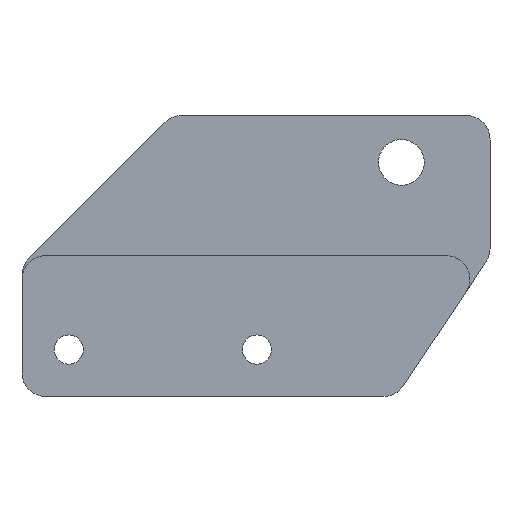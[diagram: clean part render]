
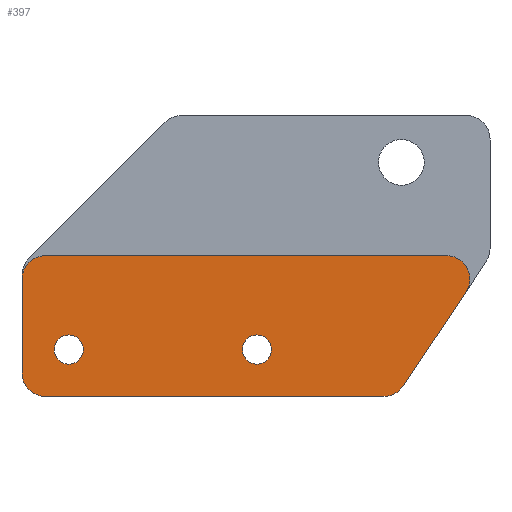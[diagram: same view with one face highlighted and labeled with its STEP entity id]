
A CAD part, front view. The second image highlights one B-rep face of the part: STEP entity #397.
In plain terms, the highlighted planar face has unit normal (0, -1, 0).
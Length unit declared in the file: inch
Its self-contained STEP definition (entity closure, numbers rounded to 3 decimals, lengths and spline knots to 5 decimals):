
#18=FACE_BOUND('',#59,.T.);
#19=FACE_BOUND('',#60,.T.);
#26=PLANE('',#442);
#37=FACE_OUTER_BOUND('',#58,.T.);
#58=EDGE_LOOP('',(#281,#282,#283,#284,#285,#286,#287,#288));
#59=EDGE_LOOP('',(#289));
#60=EDGE_LOOP('',(#290));
#88=LINE('',#624,#123);
#91=LINE('',#630,#126);
#92=LINE('',#634,#127);
#93=LINE('',#638,#128);
#123=VECTOR('',#498,0.3937);
#126=VECTOR('',#503,0.3937);
#127=VECTOR('',#506,0.3937);
#128=VECTOR('',#509,0.3937);
#153=CIRCLE('',#439,0.125);
#154=CIRCLE('',#443,0.125);
#155=CIRCLE('',#444,0.125);
#156=CIRCLE('',#445,0.125);
#157=CIRCLE('',#446,0.078);
#158=CIRCLE('',#447,0.078);
#176=VERTEX_POINT('',#608);
#177=VERTEX_POINT('',#610);
#182=VERTEX_POINT('',#623);
#184=VERTEX_POINT('',#629);
#185=VERTEX_POINT('',#631);
#186=VERTEX_POINT('',#633);
#187=VERTEX_POINT('',#635);
#188=VERTEX_POINT('',#637);
#189=VERTEX_POINT('',#640);
#190=VERTEX_POINT('',#642);
#214=EDGE_CURVE('',#176,#177,#153,.T.);
#220=EDGE_CURVE('',#182,#177,#88,.T.);
#223=EDGE_CURVE('',#176,#184,#91,.T.);
#224=EDGE_CURVE('',#184,#185,#154,.T.);
#225=EDGE_CURVE('',#185,#186,#92,.T.);
#226=EDGE_CURVE('',#186,#187,#155,.T.);
#227=EDGE_CURVE('',#187,#188,#93,.T.);
#228=EDGE_CURVE('',#182,#188,#156,.T.);
#229=EDGE_CURVE('',#189,#189,#157,.T.);
#230=EDGE_CURVE('',#190,#190,#158,.T.);
#281=ORIENTED_EDGE('',*,*,#214,.F.);
#282=ORIENTED_EDGE('',*,*,#223,.T.);
#283=ORIENTED_EDGE('',*,*,#224,.T.);
#284=ORIENTED_EDGE('',*,*,#225,.T.);
#285=ORIENTED_EDGE('',*,*,#226,.T.);
#286=ORIENTED_EDGE('',*,*,#227,.T.);
#287=ORIENTED_EDGE('',*,*,#228,.F.);
#288=ORIENTED_EDGE('',*,*,#220,.T.);
#289=ORIENTED_EDGE('',*,*,#229,.T.);
#290=ORIENTED_EDGE('',*,*,#230,.T.);
#397=ADVANCED_FACE('',(#37,#18,#19),#26,.T.);
#439=AXIS2_PLACEMENT_3D('',#611,#487,#488);
#442=AXIS2_PLACEMENT_3D('',#628,#501,#502);
#443=AXIS2_PLACEMENT_3D('',#632,#504,#505);
#444=AXIS2_PLACEMENT_3D('',#636,#507,#508);
#445=AXIS2_PLACEMENT_3D('',#639,#510,#511);
#446=AXIS2_PLACEMENT_3D('',#641,#512,#513);
#447=AXIS2_PLACEMENT_3D('',#643,#514,#515);
#487=DIRECTION('center_axis',(0.,1.,0.));
#488=DIRECTION('ref_axis',(0.,0.,1.));
#498=DIRECTION('',(-1.,0.,0.));
#501=DIRECTION('center_axis',(0.,-1.,0.));
#502=DIRECTION('ref_axis',(0.,0.,-1.));
#503=DIRECTION('',(0.,0.,-1.));
#504=DIRECTION('center_axis',(0.,-1.,0.));
#505=DIRECTION('ref_axis',(-1.,0.,0.));
#506=DIRECTION('',(1.,0.,0.));
#507=DIRECTION('center_axis',(0.,-1.,0.));
#508=DIRECTION('ref_axis',(0.,0.,-1.));
#509=DIRECTION('',(0.555,0.,0.832));
#510=DIRECTION('center_axis',(0.,1.,0.));
#511=DIRECTION('ref_axis',(0.832,0.,-0.555));
#512=DIRECTION('center_axis',(0.,1.,0.));
#513=DIRECTION('ref_axis',(-1.,0.,0.));
#514=DIRECTION('center_axis',(0.,1.,0.));
#515=DIRECTION('ref_axis',(-1.,0.,0.));
#608=CARTESIAN_POINT('',(-1.25,-0.25,-0.12338));
#610=CARTESIAN_POINT('',(-1.125,-0.25,0.00162));
#611=CARTESIAN_POINT('Origin',(-1.125,-0.25,-0.12338));
#623=CARTESIAN_POINT('',(1.01752,-0.25,0.00162));
#624=CARTESIAN_POINT('',(1.24464,-0.25,0.00162));
#628=CARTESIAN_POINT('Origin',(-0.00268,-0.25,-0.37419));
#629=CARTESIAN_POINT('',(-1.25,-0.25,-0.625));
#630=CARTESIAN_POINT('',(-1.25,-0.25,-0.10178));
#631=CARTESIAN_POINT('',(-1.125,-0.25,-0.75));
#632=CARTESIAN_POINT('Origin',(-1.125,-0.25,-0.625));
#633=CARTESIAN_POINT('',(0.6831,-0.25,-0.75));
#634=CARTESIAN_POINT('',(-1.125,-0.25,-0.75));
#635=CARTESIAN_POINT('',(0.78711,-0.25,-0.69434));
#636=CARTESIAN_POINT('Origin',(0.6831,-0.25,-0.625));
#637=CARTESIAN_POINT('',(1.12152,-0.25,-0.19271));
#638=CARTESIAN_POINT('',(0.78711,-0.25,-0.69434));
#639=CARTESIAN_POINT('Origin',(1.01752,-0.25,-0.12338));
#640=CARTESIAN_POINT('',(-1.078,-0.25,-0.5));
#641=CARTESIAN_POINT('Origin',(-1.,-0.25,-0.5));
#642=CARTESIAN_POINT('',(-0.073,-0.25,-0.5));
#643=CARTESIAN_POINT('Origin',(0.005,-0.25,-0.5));
